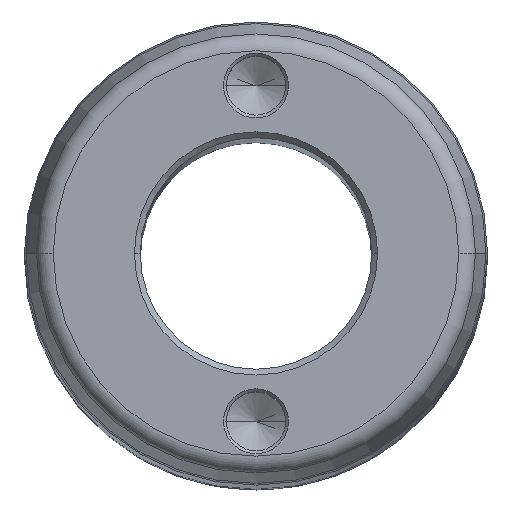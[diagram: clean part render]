
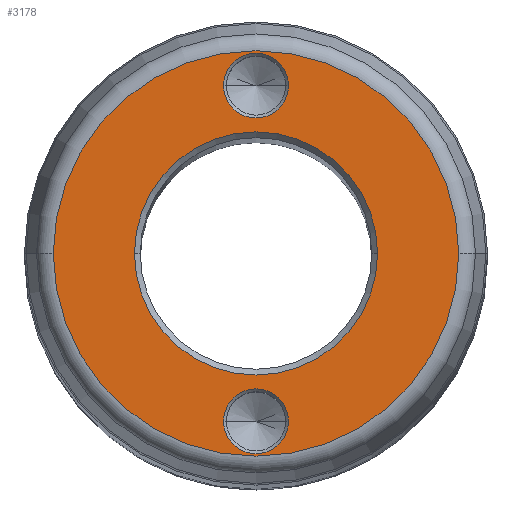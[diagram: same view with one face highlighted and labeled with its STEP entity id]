
A CAD part, top view. The second image highlights one B-rep face of the part: STEP entity #3178.
In plain terms, the highlighted planar face has unit normal (0, 0, 1).
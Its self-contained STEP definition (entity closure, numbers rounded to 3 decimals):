
#105 = DIRECTION ( 'NONE',  ( 0., 0., -1. ) ) ;
#141 = DIRECTION ( 'NONE',  ( 1., 0., 0. ) ) ;
#167 = CARTESIAN_POINT ( 'NONE',  ( 0., 0., 500. ) ) ;
#194 = AXIS2_PLACEMENT_3D ( 'NONE', #1524, #3530, #2099 ) ;
#216 = AXIS2_PLACEMENT_3D ( 'NONE', #1525, #105, #2950 ) ;
#269 = ORIENTED_EDGE ( 'NONE', *, *, #1955, .T. ) ;
#314 = EDGE_LOOP ( 'NONE', ( #1887, #1624 ) ) ;
#363 = DIRECTION ( 'NONE',  ( 1., 0., 0. ) ) ;
#434 = DIRECTION ( 'NONE',  ( 1., 0., 0. ) ) ;
#490 = CIRCLE ( 'NONE', #2033, 5.6 ) ;
#508 = VERTEX_POINT ( 'NONE', #1239 ) ;
#543 = EDGE_CURVE ( 'NONE', #759, #720, #2590, .T. ) ;
#599 = EDGE_CURVE ( 'NONE', #2954, #2868, #3361, .T. ) ;
#649 = CARTESIAN_POINT ( 'NONE',  ( 21., 0., 500. ) ) ;
#720 = VERTEX_POINT ( 'NONE', #649 ) ;
#759 = VERTEX_POINT ( 'NONE', #1456 ) ;
#773 = CARTESIAN_POINT ( 'NONE',  ( 35.019, 0., 500. ) ) ;
#792 = CIRCLE ( 'NONE', #3712, 5.6 ) ;
#944 = ORIENTED_EDGE ( 'NONE', *, *, #543, .T. ) ;
#1002 = CARTESIAN_POINT ( 'NONE',  ( 0., 29., 500. ) ) ;
#1098 = PLANE ( 'NONE',  #1898 ) ;
#1129 = EDGE_LOOP ( 'NONE', ( #2904, #944 ) ) ;
#1189 = CARTESIAN_POINT ( 'NONE',  ( -35.019, 0., 500. ) ) ;
#1204 = CIRCLE ( 'NONE', #194, 5.6 ) ;
#1239 = CARTESIAN_POINT ( 'NONE',  ( -5.6, -29., 500. ) ) ;
#1253 = DIRECTION ( 'NONE',  ( 0., 0., 1. ) ) ;
#1267 = ORIENTED_EDGE ( 'NONE', *, *, #599, .T. ) ;
#1273 = AXIS2_PLACEMENT_3D ( 'NONE', #2708, #3002, #434 ) ;
#1306 = CARTESIAN_POINT ( 'NONE',  ( 5.6, -29., 500. ) ) ;
#1329 = DIRECTION ( 'NONE',  ( 0., 0., -1. ) ) ;
#1374 = DIRECTION ( 'NONE',  ( 0., 0., 1. ) ) ;
#1385 = CIRCLE ( 'NONE', #2798, 21. ) ;
#1390 = CARTESIAN_POINT ( 'NONE',  ( 0., 0., 500. ) ) ;
#1456 = CARTESIAN_POINT ( 'NONE',  ( -21., 0., 500. ) ) ;
#1524 = CARTESIAN_POINT ( 'NONE',  ( 0., -29., 500. ) ) ;
#1525 = CARTESIAN_POINT ( 'NONE',  ( 0., 0., 500. ) ) ;
#1574 = ORIENTED_EDGE ( 'NONE', *, *, #3303, .T. ) ;
#1581 = EDGE_LOOP ( 'NONE', ( #1574, #3184 ) ) ;
#1584 = DIRECTION ( 'NONE',  ( 1., 0., 0. ) ) ;
#1624 = ORIENTED_EDGE ( 'NONE', *, *, #3465, .T. ) ;
#1650 = CIRCLE ( 'NONE', #1273, 5.6 ) ;
#1690 = EDGE_CURVE ( 'NONE', #3586, #3232, #792, .T. ) ;
#1782 = FACE_BOUND ( 'NONE', #314, .T. ) ;
#1887 = ORIENTED_EDGE ( 'NONE', *, *, #1690, .T. ) ;
#1898 = AXIS2_PLACEMENT_3D ( 'NONE', #3351, #1374, #2818 ) ;
#1955 = EDGE_CURVE ( 'NONE', #2868, #2954, #2273, .T. ) ;
#2033 = AXIS2_PLACEMENT_3D ( 'NONE', #1002, #2752, #141 ) ;
#2076 = CARTESIAN_POINT ( 'NONE',  ( 0., 29., 500. ) ) ;
#2099 = DIRECTION ( 'NONE',  ( 1., 0., 0. ) ) ;
#2116 = DIRECTION ( 'NONE',  ( 1., 0., 0. ) ) ;
#2200 = EDGE_CURVE ( 'NONE', #508, #3279, #1204, .T. ) ;
#2253 = AXIS2_PLACEMENT_3D ( 'NONE', #1390, #2799, #3392 ) ;
#2273 = CIRCLE ( 'NONE', #2706, 35.019 ) ;
#2323 = FACE_BOUND ( 'NONE', #1129, .T. ) ;
#2417 = EDGE_CURVE ( 'NONE', #720, #759, #1385, .T. ) ;
#2547 = FACE_BOUND ( 'NONE', #1581, .T. ) ;
#2590 = CIRCLE ( 'NONE', #216, 21. ) ;
#2706 = AXIS2_PLACEMENT_3D ( 'NONE', #3269, #1253, #2116 ) ;
#2708 = CARTESIAN_POINT ( 'NONE',  ( 0., -29., 500. ) ) ;
#2752 = DIRECTION ( 'NONE',  ( 0., 0., -1. ) ) ;
#2798 = AXIS2_PLACEMENT_3D ( 'NONE', #167, #1329, #1584 ) ;
#2799 = DIRECTION ( 'NONE',  ( 0., 0., 1. ) ) ;
#2818 = DIRECTION ( 'NONE',  ( 1., 0., 0. ) ) ;
#2868 = VERTEX_POINT ( 'NONE', #773 ) ;
#2904 = ORIENTED_EDGE ( 'NONE', *, *, #2417, .T. ) ;
#2950 = DIRECTION ( 'NONE',  ( 1., 0., 0. ) ) ;
#2954 = VERTEX_POINT ( 'NONE', #1189 ) ;
#2986 = CARTESIAN_POINT ( 'NONE',  ( 5.6, 29., 500. ) ) ;
#3002 = DIRECTION ( 'NONE',  ( 0., 0., -1. ) ) ;
#3050 = EDGE_LOOP ( 'NONE', ( #269, #1267 ) ) ;
#3121 = DIRECTION ( 'NONE',  ( 0., 0., -1. ) ) ;
#3178 = ADVANCED_FACE ( 'NONE', ( #2547, #1782, #2323, #3401 ), #1098, .T. ) ;
#3184 = ORIENTED_EDGE ( 'NONE', *, *, #2200, .T. ) ;
#3232 = VERTEX_POINT ( 'NONE', #3664 ) ;
#3269 = CARTESIAN_POINT ( 'NONE',  ( 0., 0., 500. ) ) ;
#3279 = VERTEX_POINT ( 'NONE', #1306 ) ;
#3303 = EDGE_CURVE ( 'NONE', #3279, #508, #1650, .T. ) ;
#3351 = CARTESIAN_POINT ( 'NONE',  ( 0., 0., 500. ) ) ;
#3361 = CIRCLE ( 'NONE', #2253, 35.019 ) ;
#3392 = DIRECTION ( 'NONE',  ( 1., 0., 0. ) ) ;
#3401 = FACE_OUTER_BOUND ( 'NONE', #3050, .T. ) ;
#3465 = EDGE_CURVE ( 'NONE', #3232, #3586, #490, .T. ) ;
#3530 = DIRECTION ( 'NONE',  ( 0., 0., -1. ) ) ;
#3586 = VERTEX_POINT ( 'NONE', #2986 ) ;
#3664 = CARTESIAN_POINT ( 'NONE',  ( -5.6, 29., 500. ) ) ;
#3712 = AXIS2_PLACEMENT_3D ( 'NONE', #2076, #3121, #363 ) ;
